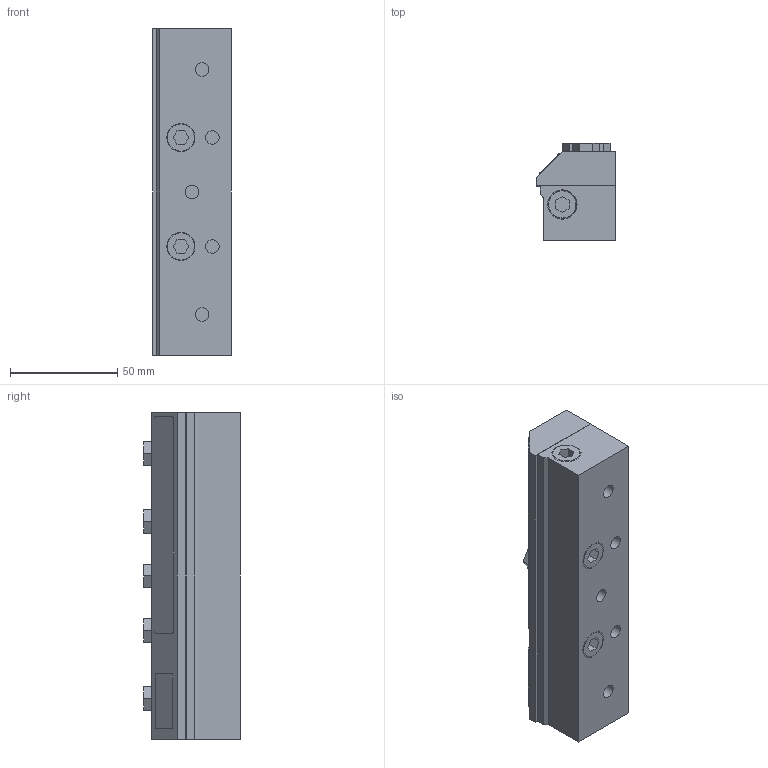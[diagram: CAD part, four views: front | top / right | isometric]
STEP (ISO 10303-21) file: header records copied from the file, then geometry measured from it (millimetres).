
FILE_DESCRIPTION((''),'2;1');
FILE_NAME('110006-PVDF.stp','2009-08-06T14:43:09',('David Woerner'),(''),'Autodesk Inventor 2010','Autodesk Inventor 2010','');
FILE_SCHEMA(('AUTOMOTIVE_DESIGN { 1 0 10303 214 1 1 1 1 }'));
Length unit declared in the file: inch
Products named in the file (9): 110006-PVDF; 900991; 900993; 900992; 900248; 2583; Parker Countersunk Hex-Head Plug 219P 219P-4; 9715; 9898
Assembly tree (14 placements, depth 3):
  110006-PVDF
    900991
    900993
    900992
    900248  x5
    2583  x3
      Parker Countersunk Hex-Head Plug 219P 219P-4
    9715
    9898
Bounding box: 36.53 x 45.26 x 152.4 mm (x, y, z)
Volume: 193333.1 mm3; surface area: 60834.6 mm2
Topology: 13 solids, 13 shells, 187 faces, 460 edges, 306 vertices
Faces by surface type: plane 124, bspline 24, cylinder 22, cone 17
Full cylindrical faces by diameter (mm): 6.477 x5, 7.163 x5
Entity records: 4279 total; most frequent: CARTESIAN_POINT 1059, DIRECTION 601, ORIENTED_EDGE 570, EDGE_CURVE 285, AXIS2_PLACEMENT_3D 210, VERTEX_POINT 202, EDGE_LOOP 187, VECTOR 181
